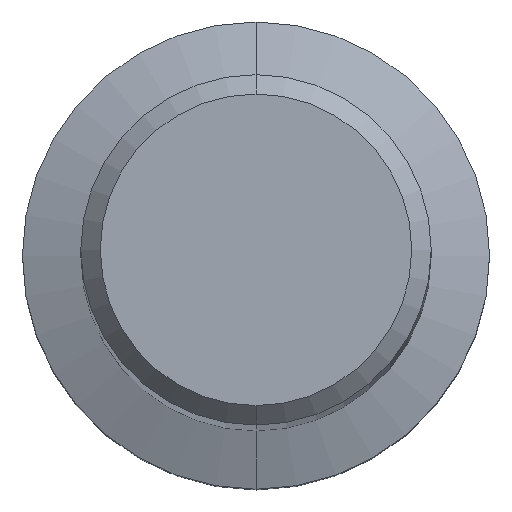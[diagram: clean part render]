
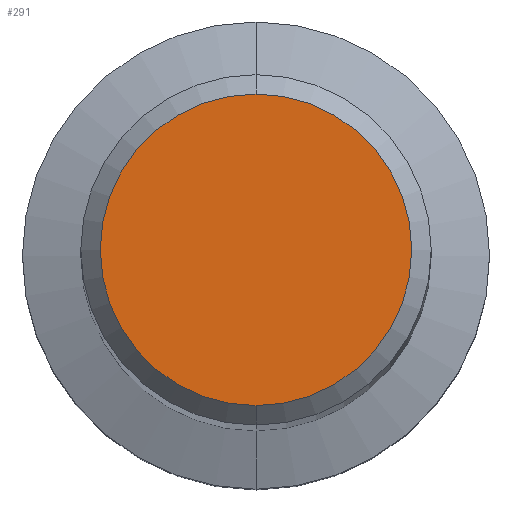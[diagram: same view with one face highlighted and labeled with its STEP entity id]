
A CAD part, top view. The second image highlights one B-rep face of the part: STEP entity #291.
In plain terms, the highlighted planar face has unit normal (0, 0, 1).
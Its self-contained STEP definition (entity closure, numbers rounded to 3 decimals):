
#249=EDGE_CURVE('',#495,#343,#610,.T.);
#291=ADVANCED_FACE('',(#656),#657,.T.);
#343=VERTEX_POINT('',#711);
#353=EDGE_CURVE('',#343,#495,#723,.T.);
#495=VERTEX_POINT('',#883);
#610=CIRCLE('',#1063,4.0);
#656=FACE_OUTER_BOUND('',#1156,.T.);
#657=PLANE('',#1157);
#711=CARTESIAN_POINT('',(0.,-4.0,0.0));
#723=CIRCLE('',#1294,4.0);
#883=CARTESIAN_POINT('',(0.0,4.0,0.0));
#1063=AXIS2_PLACEMENT_3D('',#1723,#1724,#1725);
#1156=EDGE_LOOP('',(#1776,#1777));
#1157=AXIS2_PLACEMENT_3D('',#1778,#1779,#1780);
#1294=AXIS2_PLACEMENT_3D('',#1834,#1835,#1836);
#1723=CARTESIAN_POINT('',(0.0,0.0,0.0));
#1724=DIRECTION('',(0.0,0.0,-1.0));
#1725=DIRECTION('',(0.0,1.0,0.0));
#1776=ORIENTED_EDGE('',*,*,#249,.F.);
#1777=ORIENTED_EDGE('',*,*,#353,.F.);
#1778=CARTESIAN_POINT('',(0.0,2.0,0.0));
#1779=DIRECTION('',(-0.0,0.0,1.0));
#1780=DIRECTION('',(0.0,-1.0,0.0));
#1834=CARTESIAN_POINT('',(0.0,0.0,0.0));
#1835=DIRECTION('',(0.0,0.0,-1.0));
#1836=DIRECTION('',(0.0,1.0,0.0));
